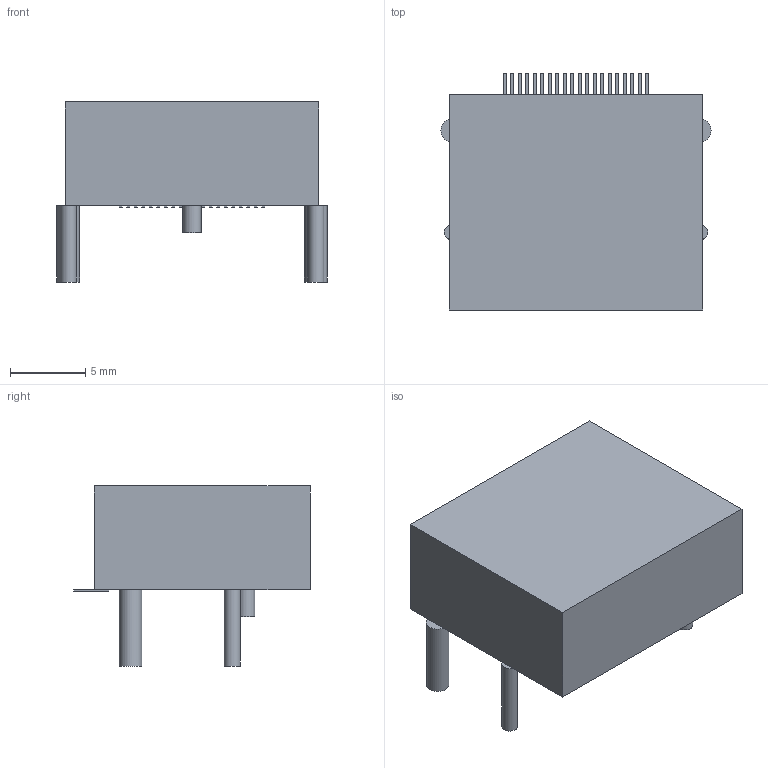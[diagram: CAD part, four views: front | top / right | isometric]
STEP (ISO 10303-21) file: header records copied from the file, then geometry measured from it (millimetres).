
FILE_DESCRIPTION(('FreeCAD Model'),'2;1');
FILE_NAME('925385.1.4.stp','2020-10-18T19:46:49',( 'Author'),(''),'Open CASCADE STEP processor 6.9','FreeCAD','Unknown' );
FILE_SCHEMA(('AUTOMOTIVE_DESIGN { 1 0 10303 214 1 1 1 1 }'));
Length unit declared in the file: millimetre
Products named in the file (5): ASSEMBLY; Body; Pins; Lugs; Leads
Assembly tree (12 placements, depth 2):
  ASSEMBLY
    Body
    Pins
    Lugs  x5
    Leads  x5
Bounding box: 18.01 x 15.75 x 12 mm (x, y, z)
Volume: 1824.7 mm3; surface area: 1458 mm2
Topology: 46 solids, 46 shells, 201 faces, 327 edges, 218 vertices
Faces by surface type: plane 176, cylinder 25
Full cylindrical faces by diameter (mm): 1.05 x10, 1.2 x5, 1.51 x10
Entity records: 7278 total; most frequent: CARTESIAN_POINT 1133, DIRECTION 1119, LINE 781, VECTOR 781, ORIENTED_EDGE 534, PCURVE 534, DEFINITIONAL_REPRESENTATION 534, EDGE_CURVE 267
